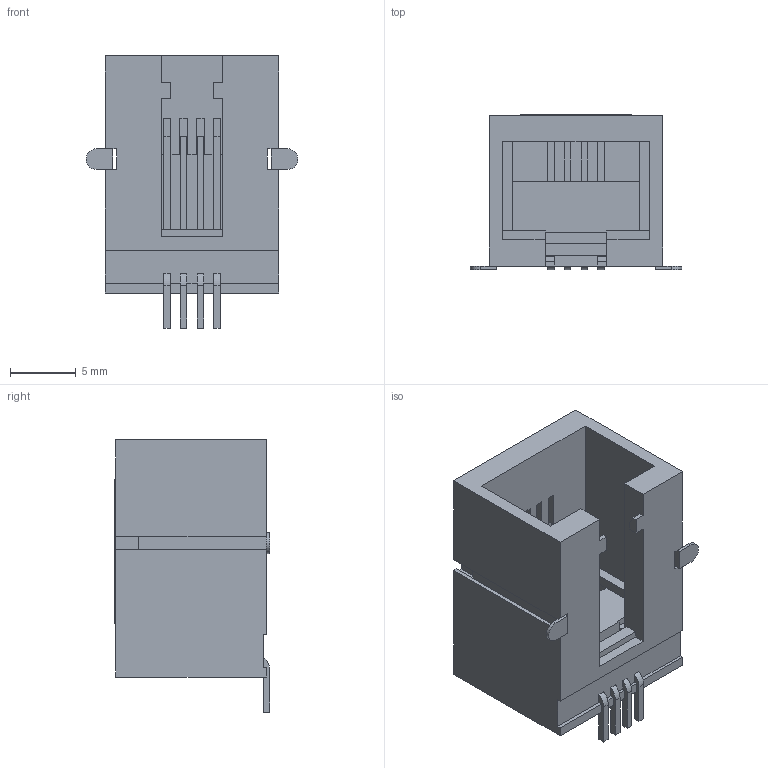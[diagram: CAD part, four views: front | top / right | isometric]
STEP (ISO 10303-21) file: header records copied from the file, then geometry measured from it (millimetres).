
FILE_DESCRIPTION((''),'2;1');
FILE_NAME('855025006','2008-05-21T',('gga'),(''),'PRO/ENGINEER BY PARAMETRIC TECHNOLOGY CORPORATION, 2003451','PRO/ENGINEER BY PARAMETRIC TECHNOLOGY CORPORATION, 2003451','');
FILE_SCHEMA(('CONFIG_CONTROL_DESIGN'));
Length unit declared in the file: millimetre
Products named in the file (1): 855025006
Bounding box: 16.16 x 11.85 x 20.78 mm (x, y, z)
Volume: 1156.4 mm3; surface area: 2109 mm2
Topology: 1 solids, 1 shells, 201 faces, 597 edges, 400 vertices
Faces by surface type: plane 187, cylinder 14
Entity records: 6618 total; most frequent: CARTESIAN_POINT 1174, ORIENTED_EDGE 1144, DIRECTION 1031, EDGE_CURVE 572, VECTOR 569, LINE 569, VERTEX_POINT 374, AXIS2_PLACEMENT_3D 231
